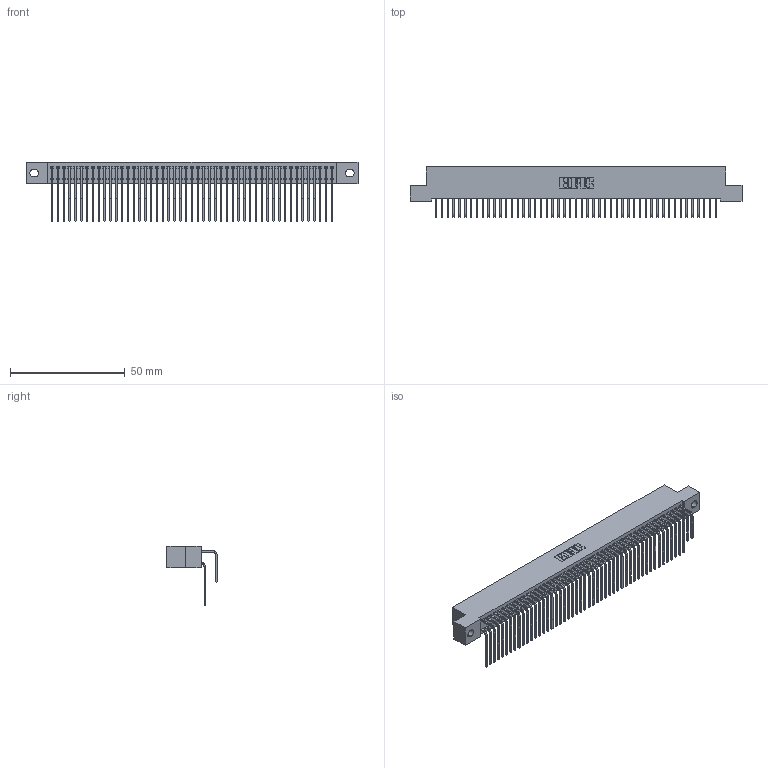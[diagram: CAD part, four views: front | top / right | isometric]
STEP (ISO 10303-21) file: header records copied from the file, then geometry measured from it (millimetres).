
FILE_DESCRIPTION (( 'STEP AP203' ), '1' );
FILE_NAME ('392-098-558-202.STEP', '2018-08-18T11:18:35', ( '' ), ( '' ), 'SwSTEP 2.0', 'SolidWorks 2016', '' );
FILE_SCHEMA (( 'CONFIG_CONTROL_DESIGN' ));
Length unit declared in the file: inch
Products named in the file (4): 345-292-001_558 Tail - 2; 392-098-558-202; 342 Part_.128 Slot; 345-292-001_558 559 Tail - 1
Assembly tree (99 placements, depth 2):
  392-098-558-202
    342 Part_.128 Slot
    345-292-001_558 559 Tail - 1  x49
    345-292-001_558 Tail - 2  x49
Bounding box: 144.78 x 21.91 x 25.78 mm (x, y, z)
Volume: 13554.8 mm3; surface area: 24553.2 mm2
Topology: 99 solids, 99 shells, 5406 faces, 16089 edges, 10594 vertices
Faces by surface type: plane 3794, cylinder 1612
Entity records: 32405 total; most frequent: CARTESIAN_POINT 5413, ORIENTED_EDGE 5298, DIRECTION 4593, EDGE_CURVE 2649, LINE 2481, VECTOR 2481, VERTEX_POINT 1762, AXIS2_PLACEMENT_3D 1056
